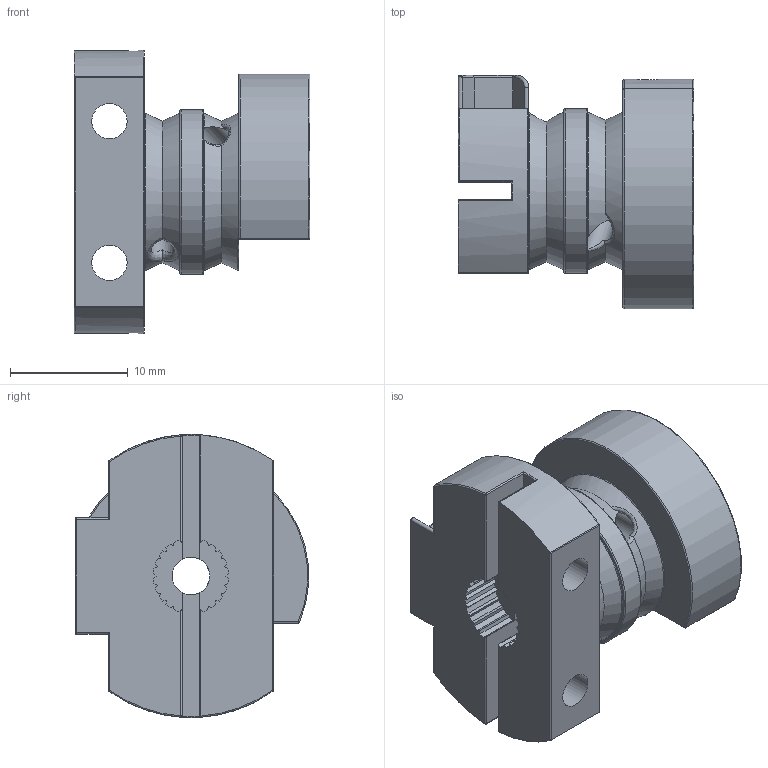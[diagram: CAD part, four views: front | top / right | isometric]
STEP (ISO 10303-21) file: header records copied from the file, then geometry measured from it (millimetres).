
FILE_DESCRIPTION(/* description */ (''),/* implementation_level */ '2;1');
FILE_NAME(/* name */ 'Tendondrum.stp',/* time_stamp */ '2023-04-24T17:31:49+02:00',/* author */ ('Christian'),/* organization */ (''),/* preprocessor_version */ 'ST-DEVELOPER v18.1',/* originating_system */ 'Autodesk Inventor 2022',/* authorisation */ '');
FILE_SCHEMA (('AUTOMOTIVE_DESIGN { 1 0 10303 214 3 1 1 }'));
Length unit declared in the file: millimetre
Products named in the file (1): Servo_Pulley_V4
Bounding box: 20 x 19.78 x 24 mm (x, y, z)
Volume: 3694.9 mm3; surface area: 2887.5 mm2
Topology: 1 solids, 1 shells, 193 faces, 524 edges, 328 vertices
Faces by surface type: plane 73, cylinder 67, bspline 19, torus 18, sphere 12, cone 4
Full cylindrical faces by diameter (mm): 2 x2, 2.8 x2, 3 x4, 3.2 x1, 14 x1
Entity records: 7626 total; most frequent: CARTESIAN_POINT 2726, ORIENTED_EDGE 1044, DIRECTION 1011, EDGE_CURVE 522, AXIS2_PLACEMENT_3D 377, VERTEX_POINT 328, LINE 257, VECTOR 257
